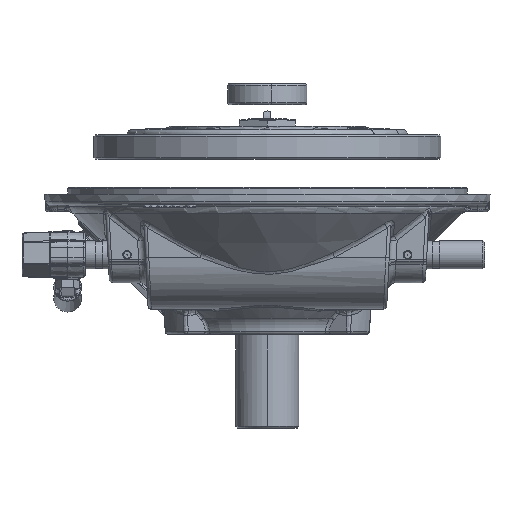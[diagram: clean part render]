
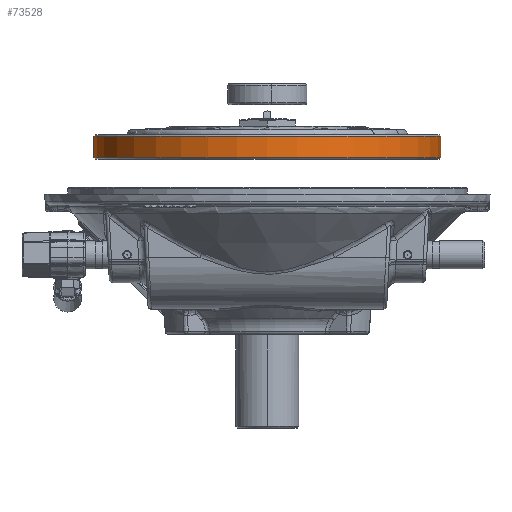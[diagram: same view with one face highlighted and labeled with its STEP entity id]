
A CAD part, front view. The second image highlights one B-rep face of the part: STEP entity #73528.
In plain terms, the highlighted cylindrical face has radius 157.131 mm (diameter 314.262 mm), a partial arc.
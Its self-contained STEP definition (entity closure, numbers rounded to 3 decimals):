
#5453 = DIRECTION ( 'NONE',  ( -1., 0., 0. ) ) ;
#7680 = VECTOR ( 'NONE', #14668, 1000. ) ;
#14668 = DIRECTION ( 'NONE',  ( 0., 0., 1. ) ) ;
#16200 = CARTESIAN_POINT ( 'NONE',  ( -157.131, 0., 33.21 ) ) ;
#17320 = VERTEX_POINT ( 'NONE', #146393 ) ;
#20580 = FACE_OUTER_BOUND ( 'NONE', #112940, .T. ) ;
#21590 = ORIENTED_EDGE ( 'NONE', *, *, #111654, .T. ) ;
#32673 = LINE ( 'NONE', #87598, #7680 ) ;
#36873 = ORIENTED_EDGE ( 'NONE', *, *, #39464, .T. ) ;
#39464 = EDGE_CURVE ( 'NONE', #81381, #17320, #170784, .T. ) ;
#49444 = VECTOR ( 'NONE', #165699, 1000. ) ;
#55688 = CARTESIAN_POINT ( 'NONE',  ( -157.131, 0., 96.898 ) ) ;
#60507 = DIRECTION ( 'NONE',  ( 0., 0., 1. ) ) ;
#61161 = CARTESIAN_POINT ( 'NONE',  ( 0., 0., 96.898 ) ) ;
#62922 = DIRECTION ( 'NONE',  ( -1., 0., 0. ) ) ;
#66745 = ORIENTED_EDGE ( 'NONE', *, *, #81715, .F. ) ;
#69163 = LINE ( 'NONE', #55688, #49444 ) ;
#73528 = ADVANCED_FACE ( 'NONE', ( #20580 ), #77329, .T. ) ;
#77329 = CYLINDRICAL_SURFACE ( 'NONE', #134299, 157.131 ) ;
#81381 = VERTEX_POINT ( 'NONE', #16200 ) ;
#81715 = EDGE_CURVE ( 'NONE', #81381, #128282, #69163, .T. ) ;
#86335 = CIRCLE ( 'NONE', #167103, 157.131 ) ;
#87598 = CARTESIAN_POINT ( 'NONE',  ( 157.131, 0., 96.898 ) ) ;
#90598 = DIRECTION ( 'NONE',  ( 0., 0., -1. ) ) ;
#92384 = CARTESIAN_POINT ( 'NONE',  ( 0., 0., 52.261 ) ) ;
#92914 = AXIS2_PLACEMENT_3D ( 'NONE', #98396, #60507, #5453 ) ;
#98396 = CARTESIAN_POINT ( 'NONE',  ( 0., 0., 33.21 ) ) ;
#102575 = DIRECTION ( 'NONE',  ( 0., 0., 1. ) ) ;
#107812 = CARTESIAN_POINT ( 'NONE',  ( 157.131, 0., 52.261 ) ) ;
#111654 = EDGE_CURVE ( 'NONE', #160020, #128282, #86335, .T. ) ;
#112940 = EDGE_LOOP ( 'NONE', ( #36873, #136443, #21590, #66745 ) ) ;
#117806 = DIRECTION ( 'NONE',  ( 1., 0., 0. ) ) ;
#123060 = CARTESIAN_POINT ( 'NONE',  ( -157.131, 0., 52.261 ) ) ;
#128282 = VERTEX_POINT ( 'NONE', #123060 ) ;
#134299 = AXIS2_PLACEMENT_3D ( 'NONE', #61161, #102575, #62922 ) ;
#136443 = ORIENTED_EDGE ( 'NONE', *, *, #167470, .T. ) ;
#146393 = CARTESIAN_POINT ( 'NONE',  ( 157.131, 0., 33.21 ) ) ;
#160020 = VERTEX_POINT ( 'NONE', #107812 ) ;
#165699 = DIRECTION ( 'NONE',  ( 0., 0., 1. ) ) ;
#167103 = AXIS2_PLACEMENT_3D ( 'NONE', #92384, #90598, #117806 ) ;
#167470 = EDGE_CURVE ( 'NONE', #17320, #160020, #32673, .T. ) ;
#170784 = CIRCLE ( 'NONE', #92914, 157.131 ) ;
